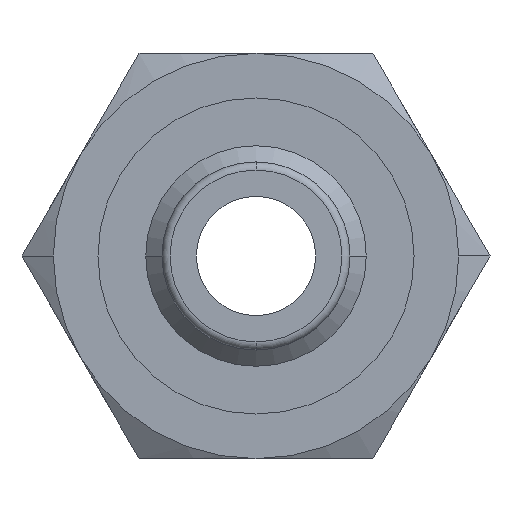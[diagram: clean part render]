
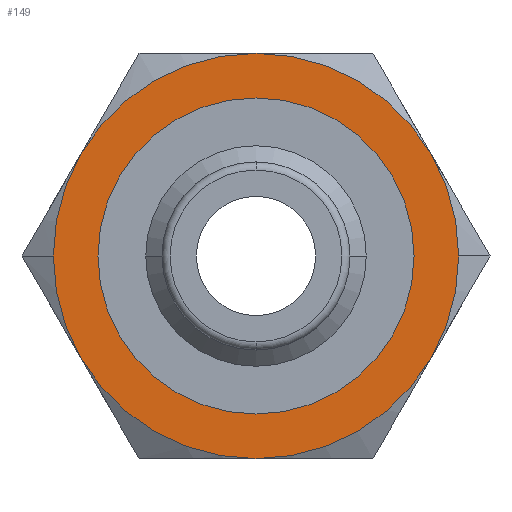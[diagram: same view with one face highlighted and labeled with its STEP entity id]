
A CAD part, front view. The second image highlights one B-rep face of the part: STEP entity #149.
In plain terms, the highlighted planar face has unit normal (0, -1, 0).
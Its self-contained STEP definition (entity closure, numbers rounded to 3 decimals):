
#149=ADVANCED_FACE('',(#306,#307),#308,.T.);
#306=FACE_OUTER_BOUND('',#471,.T.);
#307=FACE_BOUND('',#472,.T.);
#308=PLANE('',#473);
#471=EDGE_LOOP('',(#820,#821,#822,#823,#824,#825,#826,#827));
#472=EDGE_LOOP('',(#828,#829));
#473=AXIS2_PLACEMENT_3D('',#830,#831,#832);
#820=ORIENTED_EDGE('',*,*,#1001,.F.);
#821=ORIENTED_EDGE('',*,*,#955,.F.);
#822=ORIENTED_EDGE('',*,*,#1073,.F.);
#823=ORIENTED_EDGE('',*,*,#1074,.F.);
#824=ORIENTED_EDGE('',*,*,#1075,.F.);
#825=ORIENTED_EDGE('',*,*,#960,.F.);
#826=ORIENTED_EDGE('',*,*,#1076,.F.);
#827=ORIENTED_EDGE('',*,*,#946,.F.);
#828=ORIENTED_EDGE('',*,*,#943,.F.);
#829=ORIENTED_EDGE('',*,*,#1043,.F.);
#830=CARTESIAN_POINT('',(12.5,47.0,0.0));
#831=DIRECTION('',(-0.0,-1.0,-0.0));
#832=DIRECTION('',(-1.0,0.0,0.0));
#943=EDGE_CURVE('',#1105,#1101,#1107,.T.);
#946=EDGE_CURVE('',#1109,#1112,#1113,.T.);
#955=EDGE_CURVE('',#1126,#1128,#1129,.T.);
#960=EDGE_CURVE('',#1135,#1132,#1137,.T.);
#1001=EDGE_CURVE('',#1128,#1109,#1197,.T.);
#1043=EDGE_CURVE('',#1101,#1105,#1257,.T.);
#1073=EDGE_CURVE('',#1293,#1126,#1294,.T.);
#1074=EDGE_CURVE('',#1295,#1293,#1296,.T.);
#1075=EDGE_CURVE('',#1132,#1295,#1297,.T.);
#1076=EDGE_CURVE('',#1112,#1135,#1298,.T.);
#1101=VERTEX_POINT('',#1324);
#1105=VERTEX_POINT('',#1329);
#1107=CIRCLE('',#1332,19.5);
#1109=VERTEX_POINT('',#1334);
#1112=VERTEX_POINT('',#1338);
#1113=CIRCLE('',#1339,25.0);
#1126=VERTEX_POINT('',#1365);
#1128=VERTEX_POINT('',#1378);
#1129=CIRCLE('',#1379,25.0);
#1132=VERTEX_POINT('',#1393);
#1135=VERTEX_POINT('',#1407);
#1137=CIRCLE('',#1420,25.0);
#1197=CIRCLE('',#1568,25.0);
#1257=CIRCLE('',#1680,19.5);
#1293=VERTEX_POINT('',#1766);
#1294=CIRCLE('',#1767,25.0);
#1295=VERTEX_POINT('',#1768);
#1296=CIRCLE('',#1769,25.0);
#1297=CIRCLE('',#1770,25.0);
#1298=CIRCLE('',#1771,25.0);
#1324=CARTESIAN_POINT('',(19.5,47.0,0.));
#1329=CARTESIAN_POINT('',(-19.5,47.0,0.));
#1332=AXIS2_PLACEMENT_3D('',#1846,#1847,#1848);
#1334=CARTESIAN_POINT('',(25.0,47.0,0.));
#1338=CARTESIAN_POINT('',(21.651,47.0,-12.5));
#1339=AXIS2_PLACEMENT_3D('',#1850,#1851,#1852);
#1365=CARTESIAN_POINT('',(0.,47.0,25.0));
#1378=CARTESIAN_POINT('',(21.651,47.0,12.5));
#1379=AXIS2_PLACEMENT_3D('',#1861,#1862,#1863);
#1393=CARTESIAN_POINT('',(-21.651,47.0,-12.5));
#1407=CARTESIAN_POINT('',(0.0,47.0,-25.0));
#1420=AXIS2_PLACEMENT_3D('',#1864,#1865,#1866);
#1568=AXIS2_PLACEMENT_3D('',#1914,#1915,#1916);
#1680=AXIS2_PLACEMENT_3D('',#1979,#1980,#1981);
#1766=CARTESIAN_POINT('',(-21.651,47.0,12.5));
#1767=AXIS2_PLACEMENT_3D('',#2009,#2010,#2011);
#1768=CARTESIAN_POINT('',(-25.0,47.0,0.));
#1769=AXIS2_PLACEMENT_3D('',#2012,#2013,#2014);
#1770=AXIS2_PLACEMENT_3D('',#2015,#2016,#2017);
#1771=AXIS2_PLACEMENT_3D('',#2018,#2019,#2020);
#1846=CARTESIAN_POINT('',(0.0,47.0,0.0));
#1847=DIRECTION('',(0.0,-1.0,0.0));
#1848=DIRECTION('',(1.0,0.0,0.0));
#1850=CARTESIAN_POINT('',(0.0,47.0,0.0));
#1851=DIRECTION('',(-0.0,1.0,0.0));
#1852=DIRECTION('',(1.0,0.0,0.0));
#1861=CARTESIAN_POINT('',(0.0,47.0,0.0));
#1862=DIRECTION('',(-0.0,1.0,0.0));
#1863=DIRECTION('',(1.0,0.0,0.0));
#1864=CARTESIAN_POINT('',(0.0,47.0,0.0));
#1865=DIRECTION('',(-0.0,1.0,0.0));
#1866=DIRECTION('',(1.0,0.0,0.0));
#1914=CARTESIAN_POINT('',(0.0,47.0,0.0));
#1915=DIRECTION('',(-0.0,1.0,0.0));
#1916=DIRECTION('',(1.0,0.0,0.0));
#1979=CARTESIAN_POINT('',(0.0,47.0,0.0));
#1980=DIRECTION('',(0.0,-1.0,0.0));
#1981=DIRECTION('',(1.0,0.0,0.0));
#2009=CARTESIAN_POINT('',(0.0,47.0,0.0));
#2010=DIRECTION('',(-0.0,1.0,0.0));
#2011=DIRECTION('',(1.0,0.0,0.0));
#2012=CARTESIAN_POINT('',(0.0,47.0,0.0));
#2013=DIRECTION('',(-0.0,1.0,0.0));
#2014=DIRECTION('',(1.0,0.0,0.0));
#2015=CARTESIAN_POINT('',(0.0,47.0,0.0));
#2016=DIRECTION('',(-0.0,1.0,0.0));
#2017=DIRECTION('',(1.0,0.0,0.0));
#2018=CARTESIAN_POINT('',(0.0,47.0,0.0));
#2019=DIRECTION('',(-0.0,1.0,0.0));
#2020=DIRECTION('',(1.0,0.0,0.0));
